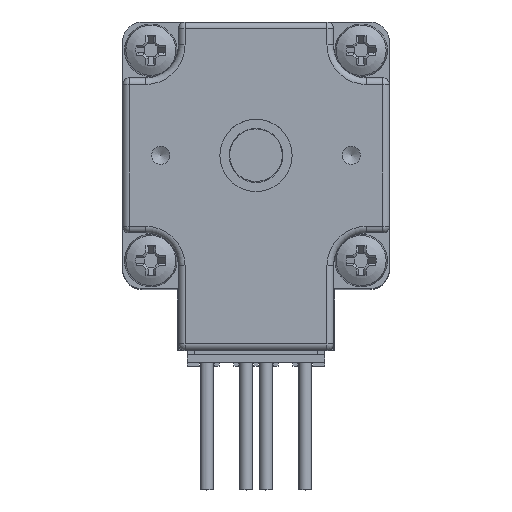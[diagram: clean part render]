
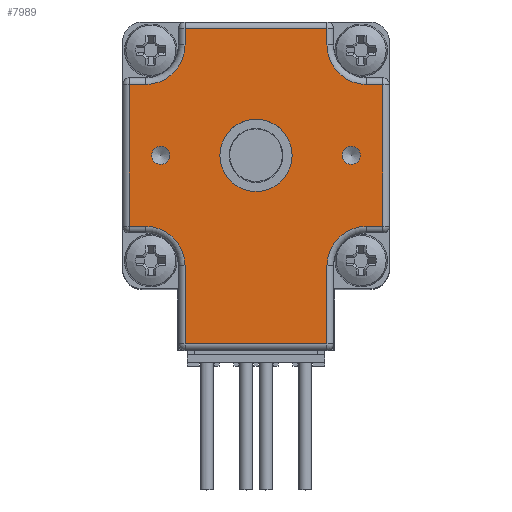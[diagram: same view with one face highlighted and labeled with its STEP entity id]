
A CAD part, top view. The second image highlights one B-rep face of the part: STEP entity #7989.
In plain terms, the highlighted planar face has unit normal (0, 0, 1).
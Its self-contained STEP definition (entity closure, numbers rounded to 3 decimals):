
#131=FACE_BOUND('',#842,.T.);
#132=FACE_BOUND('',#843,.T.);
#133=FACE_BOUND('',#844,.T.);
#399=FACE_OUTER_BOUND('',#841,.T.);
#841=EDGE_LOOP('',(#5148,#5149,#5150,#5151,#5152,#5153,#5154,#5155,#5156,
#5157,#5158,#5159,#5160,#5161,#5162,#5163));
#842=EDGE_LOOP('',(#5164,#5165));
#843=EDGE_LOOP('',(#5166,#5167));
#844=EDGE_LOOP('',(#5168,#5169));
#1278=CIRCLE('',#8429,0.692);
#1279=CIRCLE('',#8430,0.692);
#1282=CIRCLE('',#8435,0.692);
#1283=CIRCLE('',#8436,0.692);
#1287=CIRCLE('',#8442,2.75);
#1288=CIRCLE('',#8443,2.75);
#1302=CIRCLE('',#8464,3.);
#1322=CIRCLE('',#8496,3.);
#1334=CIRCLE('',#8516,3.);
#1338=CIRCLE('',#8524,3.);
#1693=LINE('',#11755,#2350);
#1695=LINE('',#11764,#2352);
#1701=LINE('',#11793,#2358);
#1707=LINE('',#11825,#2364);
#1709=LINE('',#11834,#2366);
#1715=LINE('',#11863,#2372);
#1717=LINE('',#11869,#2374);
#1719=LINE('',#11878,#2376);
#1721=LINE('',#11881,#2378);
#1723=LINE('',#11887,#2380);
#1725=LINE('',#11896,#2382);
#1727=LINE('',#11899,#2384);
#2350=VECTOR('',#9398,10.);
#2352=VECTOR('',#9410,10.);
#2358=VECTOR('',#9442,10.);
#2364=VECTOR('',#9476,10.);
#2366=VECTOR('',#9488,10.);
#2372=VECTOR('',#9520,10.);
#2374=VECTOR('',#9526,10.);
#2376=VECTOR('',#9538,10.);
#2378=VECTOR('',#9542,10.);
#2380=VECTOR('',#9548,10.);
#2382=VECTOR('',#9560,10.);
#2384=VECTOR('',#9564,10.);
#2999=VERTEX_POINT('',#11687);
#3000=VERTEX_POINT('',#11688);
#3004=VERTEX_POINT('',#11700);
#3005=VERTEX_POINT('',#11701);
#3009=VERTEX_POINT('',#11714);
#3010=VERTEX_POINT('',#11715);
#3014=VERTEX_POINT('',#11726);
#3019=VERTEX_POINT('',#11739);
#3023=VERTEX_POINT('',#11751);
#3025=VERTEX_POINT('',#11757);
#3028=VERTEX_POINT('',#11767);
#3033=VERTEX_POINT('',#11780);
#3038=VERTEX_POINT('',#11796);
#3043=VERTEX_POINT('',#11809);
#3047=VERTEX_POINT('',#11821);
#3049=VERTEX_POINT('',#11827);
#3052=VERTEX_POINT('',#11837);
#3057=VERTEX_POINT('',#11850);
#3061=VERTEX_POINT('',#11865);
#3063=VERTEX_POINT('',#11871);
#3065=VERTEX_POINT('',#11883);
#3067=VERTEX_POINT('',#11889);
#3778=EDGE_CURVE('',#2999,#3000,#1278,.T.);
#3779=EDGE_CURVE('',#3000,#2999,#1279,.T.);
#3784=EDGE_CURVE('',#3004,#3005,#1282,.T.);
#3785=EDGE_CURVE('',#3005,#3004,#1283,.T.);
#3791=EDGE_CURVE('',#3009,#3010,#1287,.T.);
#3792=EDGE_CURVE('',#3010,#3009,#1288,.T.);
#3810=EDGE_CURVE('',#3014,#3023,#1693,.T.);
#3813=EDGE_CURVE('',#3023,#3025,#1302,.T.);
#3815=EDGE_CURVE('',#3025,#3019,#1695,.T.);
#3829=EDGE_CURVE('',#3019,#3033,#1701,.T.);
#3844=EDGE_CURVE('',#3033,#3047,#1707,.T.);
#3847=EDGE_CURVE('',#3047,#3049,#1322,.T.);
#3849=EDGE_CURVE('',#3049,#3043,#1709,.T.);
#3863=EDGE_CURVE('',#3043,#3057,#1715,.T.);
#3866=EDGE_CURVE('',#3057,#3061,#1717,.T.);
#3869=EDGE_CURVE('',#3061,#3063,#1334,.T.);
#3871=EDGE_CURVE('',#3063,#3052,#1719,.T.);
#3873=EDGE_CURVE('',#3052,#3038,#1721,.T.);
#3876=EDGE_CURVE('',#3038,#3065,#1723,.T.);
#3879=EDGE_CURVE('',#3065,#3067,#1338,.T.);
#3881=EDGE_CURVE('',#3067,#3028,#1725,.T.);
#3883=EDGE_CURVE('',#3028,#3014,#1727,.T.);
#5148=ORIENTED_EDGE('',*,*,#3810,.F.);
#5149=ORIENTED_EDGE('',*,*,#3883,.F.);
#5150=ORIENTED_EDGE('',*,*,#3881,.F.);
#5151=ORIENTED_EDGE('',*,*,#3879,.F.);
#5152=ORIENTED_EDGE('',*,*,#3876,.F.);
#5153=ORIENTED_EDGE('',*,*,#3873,.F.);
#5154=ORIENTED_EDGE('',*,*,#3871,.F.);
#5155=ORIENTED_EDGE('',*,*,#3869,.F.);
#5156=ORIENTED_EDGE('',*,*,#3866,.F.);
#5157=ORIENTED_EDGE('',*,*,#3863,.F.);
#5158=ORIENTED_EDGE('',*,*,#3849,.F.);
#5159=ORIENTED_EDGE('',*,*,#3847,.F.);
#5160=ORIENTED_EDGE('',*,*,#3844,.F.);
#5161=ORIENTED_EDGE('',*,*,#3829,.F.);
#5162=ORIENTED_EDGE('',*,*,#3815,.F.);
#5163=ORIENTED_EDGE('',*,*,#3813,.F.);
#5164=ORIENTED_EDGE('',*,*,#3778,.T.);
#5165=ORIENTED_EDGE('',*,*,#3779,.T.);
#5166=ORIENTED_EDGE('',*,*,#3784,.T.);
#5167=ORIENTED_EDGE('',*,*,#3785,.T.);
#5168=ORIENTED_EDGE('',*,*,#3791,.T.);
#5169=ORIENTED_EDGE('',*,*,#3792,.T.);
#7218=PLANE('',#8538);
#7989=ADVANCED_FACE('',(#399,#131,#132,#133),#7218,.T.);
#8429=AXIS2_PLACEMENT_3D('',#11689,#9324,#9325);
#8430=AXIS2_PLACEMENT_3D('',#11690,#9326,#9327);
#8435=AXIS2_PLACEMENT_3D('',#11702,#9338,#9339);
#8436=AXIS2_PLACEMENT_3D('',#11703,#9340,#9341);
#8442=AXIS2_PLACEMENT_3D('',#11716,#9354,#9355);
#8443=AXIS2_PLACEMENT_3D('',#11717,#9356,#9357);
#8464=AXIS2_PLACEMENT_3D('',#11761,#9405,#9406);
#8496=AXIS2_PLACEMENT_3D('',#11831,#9483,#9484);
#8516=AXIS2_PLACEMENT_3D('',#11875,#9533,#9534);
#8524=AXIS2_PLACEMENT_3D('',#11893,#9555,#9556);
#8538=AXIS2_PLACEMENT_3D('',#11938,#9604,#9605);
#9324=DIRECTION('center_axis',(0.,0.,
-1.));
#9325=DIRECTION('ref_axis',(1.,0.,0.));
#9326=DIRECTION('center_axis',(0.,0.,
-1.));
#9327=DIRECTION('ref_axis',(1.,0.,0.));
#9338=DIRECTION('center_axis',(0.,0.,
-1.));
#9339=DIRECTION('ref_axis',(1.,0.,0.));
#9340=DIRECTION('center_axis',(0.,0.,
-1.));
#9341=DIRECTION('ref_axis',(1.,0.,0.));
#9354=DIRECTION('center_axis',(0.,0.,
-1.));
#9355=DIRECTION('ref_axis',(1.,0.,0.));
#9356=DIRECTION('center_axis',(0.,0.,
-1.));
#9357=DIRECTION('ref_axis',(1.,0.,0.));
#9398=DIRECTION('',(0.,-1.,0.));
#9405=DIRECTION('center_axis',(0.,0.,
1.));
#9406=DIRECTION('ref_axis',(-0.707,-0.707,0.));
#9410=DIRECTION('',(1.,0.,0.));
#9442=DIRECTION('',(0.,-1.,0.));
#9476=DIRECTION('',(-1.,0.,0.));
#9483=DIRECTION('center_axis',(0.,0.,
1.));
#9484=DIRECTION('ref_axis',(-0.707,0.707,0.));
#9488=DIRECTION('',(0.,-1.,0.));
#9520=DIRECTION('',(-1.,0.,0.));
#9526=DIRECTION('',(0.,1.,0.));
#9533=DIRECTION('center_axis',(0.,0.,
1.));
#9534=DIRECTION('ref_axis',(0.707,0.707,0.));
#9538=DIRECTION('',(-1.,0.,0.));
#9542=DIRECTION('',(0.,1.,0.));
#9548=DIRECTION('',(1.,0.,0.));
#9555=DIRECTION('center_axis',(0.,0.,
1.));
#9556=DIRECTION('ref_axis',(0.707,-0.707,0.));
#9560=DIRECTION('',(0.,1.,0.));
#9564=DIRECTION('',(1.,0.,0.));
#9604=DIRECTION('center_axis',(0.,0.,
1.));
#9605=DIRECTION('ref_axis',(1.,0.,0.));
#11687=CARTESIAN_POINT('',(-6.559,0.,20.9));
#11688=CARTESIAN_POINT('',(-7.942,0.,20.9));
#11689=CARTESIAN_POINT('Origin',(-7.25,0.,20.9));
#11690=CARTESIAN_POINT('Origin',(-7.25,0.,20.9));
#11700=CARTESIAN_POINT('',(7.942,0.,20.9));
#11701=CARTESIAN_POINT('',(6.559,0.,20.9));
#11702=CARTESIAN_POINT('Origin',(7.25,0.,20.9));
#11703=CARTESIAN_POINT('Origin',(7.25,0.,20.9));
#11714=CARTESIAN_POINT('',(2.75,0.,20.9));
#11715=CARTESIAN_POINT('',(-2.75,0.,20.9));
#11716=CARTESIAN_POINT('Origin',(0.,0.,
20.9));
#11717=CARTESIAN_POINT('Origin',(0.,0.,
20.9));
#11726=CARTESIAN_POINT('',(5.4,9.65,20.9));
#11739=CARTESIAN_POINT('',(9.65,5.4,20.9));
#11751=CARTESIAN_POINT('',(5.4,8.4,20.9));
#11755=CARTESIAN_POINT('',(5.4,4.073,20.9));
#11757=CARTESIAN_POINT('',(8.4,5.4,20.9));
#11761=CARTESIAN_POINT('Origin',(8.4,8.4,20.9));
#11764=CARTESIAN_POINT('',(4.2,5.4,20.9));
#11767=CARTESIAN_POINT('',(-5.4,9.65,20.9));
#11780=CARTESIAN_POINT('',(9.65,-5.4,20.9));
#11793=CARTESIAN_POINT('',(9.65,4.073,20.9));
#11796=CARTESIAN_POINT('',(-9.65,5.4,20.9));
#11809=CARTESIAN_POINT('',(5.4,-14.35,20.9));
#11821=CARTESIAN_POINT('',(8.4,-5.4,20.9));
#11825=CARTESIAN_POINT('',(5.075,-5.4,20.9));
#11827=CARTESIAN_POINT('',(5.4,-8.4,20.9));
#11831=CARTESIAN_POINT('Origin',(8.4,-8.4,20.9));
#11834=CARTESIAN_POINT('',(5.4,-5.202,20.9));
#11837=CARTESIAN_POINT('',(-9.65,-5.4,20.9));
#11850=CARTESIAN_POINT('',(-5.4,-14.35,20.9));
#11863=CARTESIAN_POINT('',(2.95,-14.35,20.9));
#11865=CARTESIAN_POINT('',(-5.4,-8.4,20.9));
#11869=CARTESIAN_POINT('',(-5.4,-8.427,20.9));
#11871=CARTESIAN_POINT('',(-8.4,-5.4,20.9));
#11875=CARTESIAN_POINT('Origin',(-8.4,-8.4,20.9));
#11878=CARTESIAN_POINT('',(-4.2,-5.4,20.9));
#11881=CARTESIAN_POINT('',(-9.65,-1.002,20.9));
#11883=CARTESIAN_POINT('',(-8.4,5.4,20.9));
#11887=CARTESIAN_POINT('',(-5.075,5.4,20.9));
#11889=CARTESIAN_POINT('',(-5.4,8.4,20.9));
#11893=CARTESIAN_POINT('Origin',(-8.4,8.4,20.9));
#11896=CARTESIAN_POINT('',(-5.4,3.198,20.9));
#11899=CARTESIAN_POINT('',(-5.075,9.65,20.9));
#11938=CARTESIAN_POINT('Origin',(0.,-2.004,
20.9));
